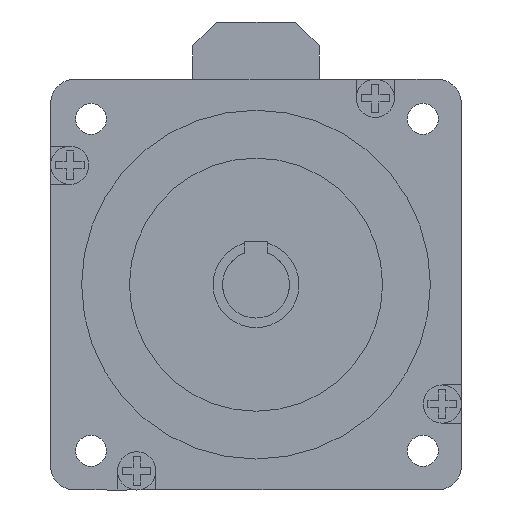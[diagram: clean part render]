
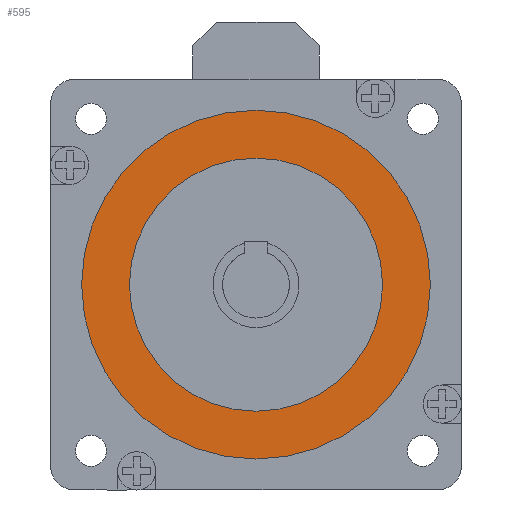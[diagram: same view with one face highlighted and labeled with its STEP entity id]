
A CAD part, front view. The second image highlights one B-rep face of the part: STEP entity #595.
In plain terms, the highlighted planar face has unit normal (0, -1, 0).
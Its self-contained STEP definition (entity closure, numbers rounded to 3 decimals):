
#46 = AXIS2_PLACEMENT_3D ( 'NONE', #4210, #1833, #4631 ) ;
#55 = DIRECTION ( 'NONE',  ( 0., 0., -1. ) ) ;
#176 = EDGE_LOOP ( 'NONE', ( #2250, #400 ) ) ;
#400 = ORIENTED_EDGE ( 'NONE', *, *, #794, .T. ) ;
#406 = FACE_OUTER_BOUND ( 'NONE', #176, .T. ) ;
#468 = CARTESIAN_POINT ( 'NONE',  ( 34.77, -1.6, -14.402 ) ) ;
#595 = ADVANCED_FACE ( 'NONE', ( #1224, #406 ), #3584, .T. ) ;
#794 = EDGE_CURVE ( 'NONE', #1244, #5136, #2344, .T. ) ;
#796 = CIRCLE ( 'NONE', #46, 36.513 ) ;
#1070 = AXIS2_PLACEMENT_3D ( 'NONE', #4795, #1188, #3770 ) ;
#1118 = AXIS2_PLACEMENT_3D ( 'NONE', #3151, #3802, #2019 ) ;
#1188 = DIRECTION ( 'NONE',  ( 0., -1., 0. ) ) ;
#1223 = DIRECTION ( 'NONE',  ( 0., -1., 0. ) ) ;
#1224 = FACE_BOUND ( 'NONE', #4654, .T. ) ;
#1244 = VERTEX_POINT ( 'NONE', #1996 ) ;
#1833 = DIRECTION ( 'NONE',  ( 0., -1., 0. ) ) ;
#1860 = EDGE_CURVE ( 'NONE', #3328, #5045, #4026, .T. ) ;
#1894 = CIRCLE ( 'NONE', #3148, 26.5 ) ;
#1996 = CARTESIAN_POINT ( 'NONE',  ( 34.77, -1.6, -50.914 ) ) ;
#2019 = DIRECTION ( 'NONE',  ( 0., 0., -1. ) ) ;
#2132 = AXIS2_PLACEMENT_3D ( 'NONE', #468, #2460, #55 ) ;
#2175 = ORIENTED_EDGE ( 'NONE', *, *, #3778, .F. ) ;
#2250 = ORIENTED_EDGE ( 'NONE', *, *, #3327, .T. ) ;
#2344 = CIRCLE ( 'NONE', #2132, 36.513 ) ;
#2460 = DIRECTION ( 'NONE',  ( 0., -1., 0. ) ) ;
#2588 = CARTESIAN_POINT ( 'NONE',  ( 34.77, -1.6, -40.902 ) ) ;
#3148 = AXIS2_PLACEMENT_3D ( 'NONE', #3610, #1223, #3996 ) ;
#3151 = CARTESIAN_POINT ( 'NONE',  ( 34.77, -1.6, -14.402 ) ) ;
#3327 = EDGE_CURVE ( 'NONE', #5136, #1244, #796, .T. ) ;
#3328 = VERTEX_POINT ( 'NONE', #4999 ) ;
#3584 = PLANE ( 'NONE',  #1070 ) ;
#3610 = CARTESIAN_POINT ( 'NONE',  ( 34.77, -1.6, -14.402 ) ) ;
#3616 = ORIENTED_EDGE ( 'NONE', *, *, #1860, .F. ) ;
#3770 = DIRECTION ( 'NONE',  ( 0., 0., -1. ) ) ;
#3778 = EDGE_CURVE ( 'NONE', #5045, #3328, #1894, .T. ) ;
#3802 = DIRECTION ( 'NONE',  ( 0., -1., 0. ) ) ;
#3996 = DIRECTION ( 'NONE',  ( 0., 0., -1. ) ) ;
#4026 = CIRCLE ( 'NONE', #1118, 26.5 ) ;
#4210 = CARTESIAN_POINT ( 'NONE',  ( 34.77, -1.6, -14.402 ) ) ;
#4631 = DIRECTION ( 'NONE',  ( 0., 0., -1. ) ) ;
#4654 = EDGE_LOOP ( 'NONE', ( #2175, #3616 ) ) ;
#4795 = CARTESIAN_POINT ( 'NONE',  ( 34.77, -1.6, -14.402 ) ) ;
#4999 = CARTESIAN_POINT ( 'NONE',  ( 34.77, -1.6, 12.098 ) ) ;
#5020 = CARTESIAN_POINT ( 'NONE',  ( 34.77, -1.6, 22.111 ) ) ;
#5045 = VERTEX_POINT ( 'NONE', #2588 ) ;
#5136 = VERTEX_POINT ( 'NONE', #5020 ) ;
